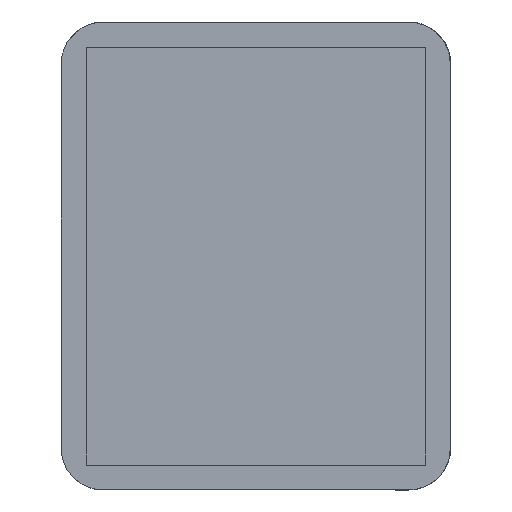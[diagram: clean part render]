
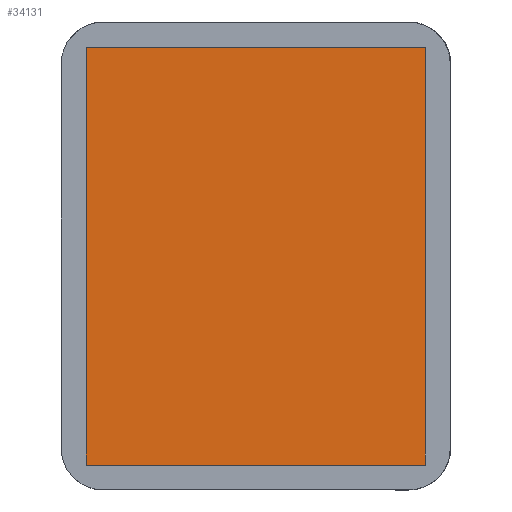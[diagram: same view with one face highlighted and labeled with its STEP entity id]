
A CAD part, top view. The second image highlights one B-rep face of the part: STEP entity #34131.
In plain terms, the highlighted face is planar.
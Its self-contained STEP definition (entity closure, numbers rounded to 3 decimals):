
#2097=FACE_OUTER_BOUND('',#4059,.T.);
#4059=EDGE_LOOP('',(#22711,#22712,#22713,#22714));
#6174=LINE('',#49508,#10199);
#6178=LINE('',#49516,#10203);
#6181=LINE('',#49522,#10206);
#6184=LINE('',#49527,#10209);
#10199=VECTOR('',#39434,10.);
#10203=VECTOR('',#39440,10.);
#10206=VECTOR('',#39445,10.);
#10209=VECTOR('',#39450,10.);
#14191=VERTEX_POINT('',#49506);
#14192=VERTEX_POINT('',#49507);
#14195=VERTEX_POINT('',#49515);
#14197=VERTEX_POINT('',#49521);
#17507=EDGE_CURVE('',#14191,#14192,#6174,.T.);
#17511=EDGE_CURVE('',#14192,#14195,#6178,.T.);
#17514=EDGE_CURVE('',#14195,#14197,#6181,.T.);
#17517=EDGE_CURVE('',#14197,#14191,#6184,.T.);
#22711=ORIENTED_EDGE('',*,*,#17517,.T.);
#22712=ORIENTED_EDGE('',*,*,#17507,.T.);
#22713=ORIENTED_EDGE('',*,*,#17511,.T.);
#22714=ORIENTED_EDGE('',*,*,#17514,.T.);
#32676=PLANE('',#36279);
#34131=ADVANCED_FACE('',(#2097),#32676,.F.);
#36279=AXIS2_PLACEMENT_3D('',#49530,#39454,#39455);
#39434=DIRECTION('',(0.,0.,1.));
#39440=DIRECTION('',(0.,1.,0.));
#39445=DIRECTION('',(0.,0.,-1.));
#39450=DIRECTION('',(0.,-1.,0.));
#39454=DIRECTION('center_axis',(1.,0.,0.));
#39455=DIRECTION('ref_axis',(0.,1.,0.));
#49506=CARTESIAN_POINT('',(0.04,-24.505,-18.761));
#49507=CARTESIAN_POINT('',(0.04,-24.505,31.739));
#49508=CARTESIAN_POINT('',(0.04,-24.505,-18.761));
#49515=CARTESIAN_POINT('',(0.04,16.495,31.739));
#49516=CARTESIAN_POINT('',(0.04,-24.505,31.739));
#49521=CARTESIAN_POINT('',(0.04,16.495,-18.761));
#49522=CARTESIAN_POINT('',(0.04,16.495,31.739));
#49527=CARTESIAN_POINT('',(0.04,16.495,-18.761));
#49530=CARTESIAN_POINT('Origin',(0.04,-4.005,6.489));
